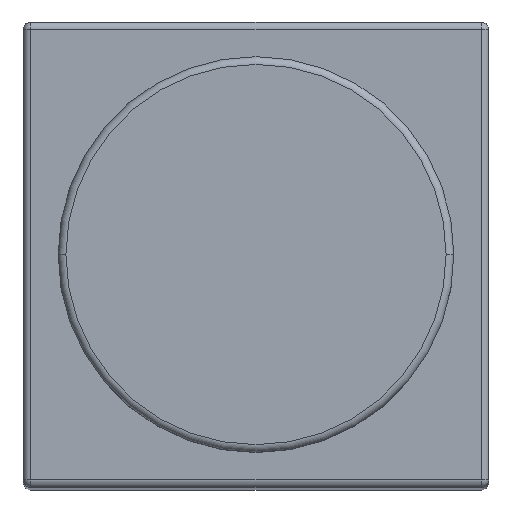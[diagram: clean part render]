
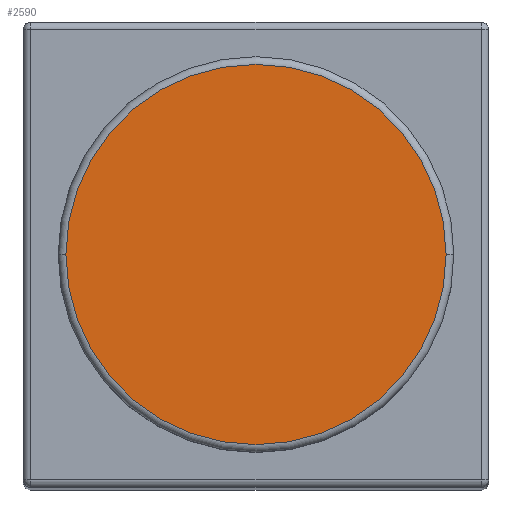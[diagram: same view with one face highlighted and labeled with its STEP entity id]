
A CAD part, top view. The second image highlights one B-rep face of the part: STEP entity #2590.
In plain terms, the highlighted planar face has unit normal (0, 0, 1).
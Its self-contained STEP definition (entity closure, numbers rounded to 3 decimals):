
#749=CARTESIAN_POINT('',(0.,15.,100.));
#750=DIRECTION('',(0.,0.,1.));
#751=DIRECTION('',(-1.,0.,0.));
#752=AXIS2_PLACEMENT_3D('',#749,#750,#751);
#757=CARTESIAN_POINT('',(0.,15.,100.));
#758=DIRECTION('',(0.,0.,1.));
#759=DIRECTION('',(1.,0.,0.));
#760=AXIS2_PLACEMENT_3D('',#757,#758,#759);
#2044=CARTESIAN_POINT('',(-12.25,15.,100.));
#2045=CARTESIAN_POINT('',(12.25,15.,100.));
#2046=VERTEX_POINT('',#2044);
#2047=VERTEX_POINT('',#2045);
#2580=CARTESIAN_POINT('',(15.,0.,100.));
#2581=DIRECTION('',(0.,0.,-1.));
#2582=DIRECTION('',(-1.,0.,0.));
#2583=AXIS2_PLACEMENT_3D('',#2580,#2581,#2582);
#2584=PLANE('',#2583);
#2585=ORIENTED_EDGE('',*,*,#2563,.F.);
#2587=ORIENTED_EDGE('',*,*,#2586,.F.);
#2588=EDGE_LOOP('',(#2585,#2587));
#2589=FACE_OUTER_BOUND('',#2588,.F.);
#2590=ADVANCED_FACE('',(#2589),#2584,.F.);
#753=CIRCLE('',#752,12.25);
#761=CIRCLE('',#760,12.25);
#2563=EDGE_CURVE('',#2046,#2047,#753,.T.);
#2586=EDGE_CURVE('',#2047,#2046,#761,.T.);
